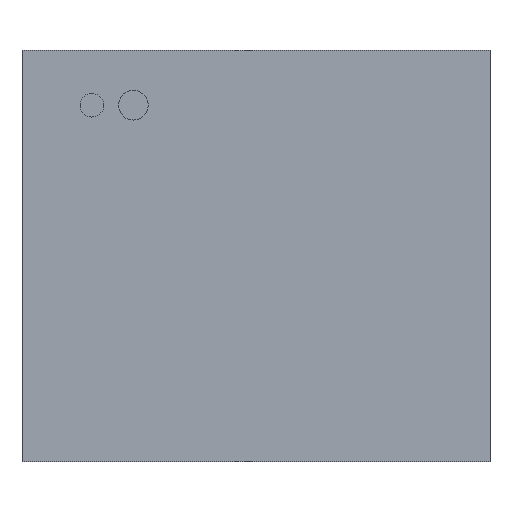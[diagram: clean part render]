
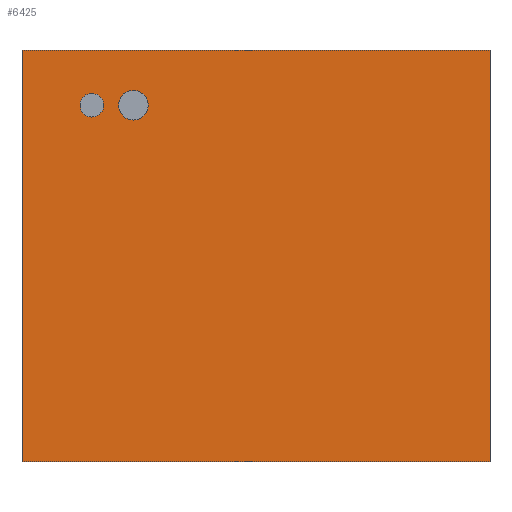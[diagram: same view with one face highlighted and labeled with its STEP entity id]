
A CAD part, front view. The second image highlights one B-rep face of the part: STEP entity #6425.
In plain terms, the highlighted planar face has unit normal (0, -1, 0).
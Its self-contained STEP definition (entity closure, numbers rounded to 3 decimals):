
#50=FACE_BOUND('',#601,.T.);
#51=FACE_BOUND('',#602,.T.);
#62=CIRCLE('',#6857,20.);
#64=CIRCLE('',#6861,25.);
#213=FACE_OUTER_BOUND('',#600,.T.);
#600=EDGE_LOOP('',(#4293,#4294,#4295,#4296));
#601=EDGE_LOOP('',(#4297));
#602=EDGE_LOOP('',(#4298));
#1008=LINE('',#9134,#1862);
#1010=LINE('',#9138,#1864);
#1012=LINE('',#9142,#1866);
#1014=LINE('',#9145,#1868);
#1862=VECTOR('',#7374,10.);
#1864=VECTOR('',#7378,10.);
#1866=VECTOR('',#7382,10.);
#1868=VECTOR('',#7386,10.);
#2694=VERTEX_POINT('',#9085);
#2696=VERTEX_POINT('',#9092);
#2709=VERTEX_POINT('',#9131);
#2710=VERTEX_POINT('',#9133);
#2711=VERTEX_POINT('',#9137);
#2712=VERTEX_POINT('',#9141);
#3311=EDGE_CURVE('',#2694,#2694,#62,.T.);
#3314=EDGE_CURVE('',#2696,#2696,#64,.T.);
#3332=EDGE_CURVE('',#2710,#2709,#1008,.T.);
#3334=EDGE_CURVE('',#2711,#2710,#1010,.T.);
#3336=EDGE_CURVE('',#2712,#2711,#1012,.T.);
#3338=EDGE_CURVE('',#2709,#2712,#1014,.T.);
#4293=ORIENTED_EDGE('',*,*,#3338,.T.);
#4294=ORIENTED_EDGE('',*,*,#3336,.T.);
#4295=ORIENTED_EDGE('',*,*,#3334,.T.);
#4296=ORIENTED_EDGE('',*,*,#3332,.T.);
#4297=ORIENTED_EDGE('',*,*,#3311,.T.);
#4298=ORIENTED_EDGE('',*,*,#3314,.T.);
#6069=PLANE('',#6873);
#6425=ADVANCED_FACE('',(#213,#50,#51),#6069,.T.);
#6857=AXIS2_PLACEMENT_3D('',#9087,#7330,#7331);
#6861=AXIS2_PLACEMENT_3D('',#9094,#7339,#7340);
#6873=AXIS2_PLACEMENT_3D('',#9146,#7387,#7388);
#7330=DIRECTION('center_axis',(0.,1.,0.));
#7331=DIRECTION('ref_axis',(1.,0.,0.));
#7339=DIRECTION('center_axis',(0.,1.,0.));
#7340=DIRECTION('ref_axis',(1.,0.,0.));
#7374=DIRECTION('',(0.,0.,-1.));
#7378=DIRECTION('',(-1.,0.,0.));
#7382=DIRECTION('',(0.,0.,1.));
#7386=DIRECTION('',(1.,0.,0.));
#7387=DIRECTION('center_axis',(0.,-1.,0.));
#7388=DIRECTION('ref_axis',(0.,0.,-1.));
#9085=CARTESIAN_POINT('',(-297.,-370.,254.5));
#9087=CARTESIAN_POINT('Origin',(-277.,-370.,254.5));
#9092=CARTESIAN_POINT('',(-232.,-370.,254.5));
#9094=CARTESIAN_POINT('Origin',(-207.,-370.,254.5));
#9131=CARTESIAN_POINT('',(-395.,-370.,-347.5));
#9133=CARTESIAN_POINT('',(-395.,-370.,347.5));
#9134=CARTESIAN_POINT('',(-395.,-370.,-347.5));
#9137=CARTESIAN_POINT('',(395.,-370.,347.5));
#9138=CARTESIAN_POINT('',(-395.,-370.,347.5));
#9141=CARTESIAN_POINT('',(395.,-370.,-347.5));
#9142=CARTESIAN_POINT('',(395.,-370.,347.5));
#9145=CARTESIAN_POINT('',(395.,-370.,-347.5));
#9146=CARTESIAN_POINT('Origin',(0.,-370.,0.));
